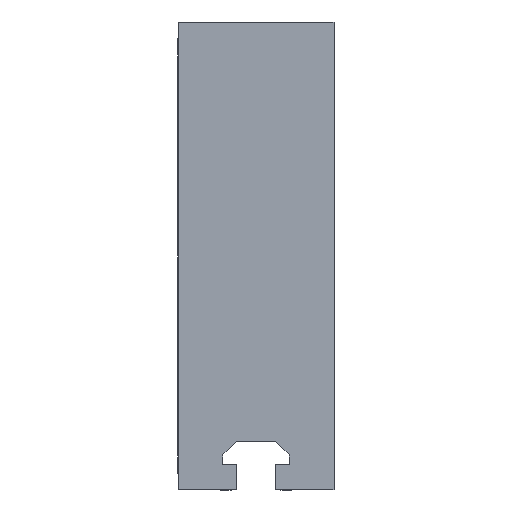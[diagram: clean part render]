
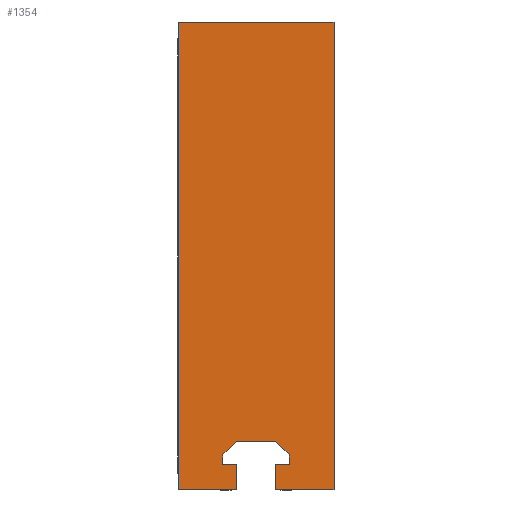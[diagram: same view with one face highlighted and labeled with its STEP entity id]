
A CAD part, left-side view. The second image highlights one B-rep face of the part: STEP entity #1354.
In plain terms, the highlighted planar face has unit normal (-1, 0, 0).
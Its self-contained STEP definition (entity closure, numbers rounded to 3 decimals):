
#936=VERTEX_POINT('',#2463);
#990=EDGE_CURVE('',#1032,#1990,#2522,.T.);
#1032=VERTEX_POINT('',#2565);
#1056=VERTEX_POINT('',#2593);
#1100=VERTEX_POINT('',#2642);
#1102=EDGE_CURVE('',#2000,#1448,#2644,.T.);
#1256=EDGE_CURVE('',#1056,#1032,#2817,.T.);
#1328=EDGE_CURVE('',#1612,#1056,#2894,.T.);
#1334=EDGE_CURVE('',#1772,#1388,#2900,.T.);
#1354=ADVANCED_FACE('',(#2921),#2922,.T.);
#1388=VERTEX_POINT('',#2958);
#1404=EDGE_CURVE('',#1388,#1612,#2975,.T.);
#1440=EDGE_CURVE('',#1802,#1970,#3014,.T.);
#1448=VERTEX_POINT('',#3023);
#1472=EDGE_CURVE('',#1970,#1100,#3048,.T.);
#1512=EDGE_CURVE('',#1100,#1930,#3090,.T.);
#1612=VERTEX_POINT('',#3197);
#1696=EDGE_CURVE('',#2244,#2000,#3289,.T.);
#1772=VERTEX_POINT('',#3370);
#1802=VERTEX_POINT('',#3408);
#1930=VERTEX_POINT('',#3548);
#1970=VERTEX_POINT('',#3594);
#1972=EDGE_CURVE('',#1930,#1772,#3596,.T.);
#1990=VERTEX_POINT('',#3617);
#2000=VERTEX_POINT('',#3628);
#2078=EDGE_CURVE('',#1448,#936,#3717,.T.);
#2218=EDGE_CURVE('',#936,#1802,#3872,.T.);
#2244=VERTEX_POINT('',#3901);
#2262=EDGE_CURVE('',#1990,#2244,#3919,.T.);
#2463=CARTESIAN_POINT('',(-12.5,-20.0,0.0));
#2522=LINE('',#4330,#4331);
#2565=CARTESIAN_POINT('',(-12.5,-5.,12.5));
#2593=CARTESIAN_POINT('',(-12.5,5.,12.5));
#2642=CARTESIAN_POINT('',(-12.5,20.0,0.0));
#2644=LINE('',#4529,#4530);
#2817=LINE('',#4796,#4797);
#2894=LINE('',#4921,#4922);
#2900=LINE('',#4933,#4934);
#2921=FACE_OUTER_BOUND('',#4972,.T.);
#2922=PLANE('',#4973);
#2958=CARTESIAN_POINT('',(-12.5,8.5,6.5));
#2975=LINE('',#5085,#5086);
#3014=LINE('',#5150,#5151);
#3023=CARTESIAN_POINT('',(-12.5,-5.,0.0));
#3048=LINE('',#5214,#5215);
#3090=LINE('',#5295,#5296);
#3197=CARTESIAN_POINT('',(-12.5,8.5,9.));
#3289=LINE('',#5644,#5645);
#3370=CARTESIAN_POINT('',(-12.5,5.,6.5));
#3408=CARTESIAN_POINT('',(-12.5,-20.0,120.0));
#3548=CARTESIAN_POINT('',(-12.5,5.,0.));
#3594=CARTESIAN_POINT('',(-12.5,20.0,120.0));
#3596=LINE('',#6149,#6150);
#3617=CARTESIAN_POINT('',(-12.5,-8.5,9.));
#3628=CARTESIAN_POINT('',(-12.5,-5.,6.5));
#3717=LINE('',#6333,#6334);
#3872=LINE('',#6570,#6571);
#3901=CARTESIAN_POINT('',(-12.5,-8.5,6.5));
#3919=LINE('',#6655,#6656);
#4330=CARTESIAN_POINT('',(-12.5,-5.,12.5));
#4331=VECTOR('',#6914,1000.0);
#4529=CARTESIAN_POINT('',(-12.5,-5.,60.0));
#4530=VECTOR('',#7040,1000.0);
#4796=CARTESIAN_POINT('',(-12.5,5.,12.5));
#4797=VECTOR('',#7205,1000.0);
#4921=CARTESIAN_POINT('',(-12.5,8.5,9.));
#4922=VECTOR('',#7267,1000.0);
#4933=CARTESIAN_POINT('',(-12.5,20.0,6.5));
#4934=VECTOR('',#7270,1000.0);
#4972=EDGE_LOOP('',(#7283,#7284,#7285,#7286,#7287,#7288,#7289,#7290,#7291,#7292,#7293,#7294,#7295,#7296));
#4973=AXIS2_PLACEMENT_3D('',#7297,#7298,#7299);
#5085=CARTESIAN_POINT('',(-12.5,8.5,60.0));
#5086=VECTOR('',#7339,1000.0);
#5150=CARTESIAN_POINT('',(-12.5,20.0,120.0));
#5151=VECTOR('',#7381,1000.0);
#5214=CARTESIAN_POINT('',(-12.5,20.0,60.0));
#5215=VECTOR('',#7411,1000.0);
#5295=CARTESIAN_POINT('',(-12.5,20.0,0.0));
#5296=VECTOR('',#7438,1000.0);
#5644=CARTESIAN_POINT('',(-12.5,20.0,6.5));
#5645=VECTOR('',#7627,1000.0);
#6149=CARTESIAN_POINT('',(-12.5,5.,60.0));
#6150=VECTOR('',#7962,1000.0);
#6333=CARTESIAN_POINT('',(-12.5,20.0,0.0));
#6334=VECTOR('',#8128,1000.0);
#6570=CARTESIAN_POINT('',(-12.5,-20.0,60.0));
#6571=VECTOR('',#8292,1000.0);
#6655=CARTESIAN_POINT('',(-12.5,-8.5,60.0));
#6656=VECTOR('',#8332,1000.0);
#6914=DIRECTION('',(0.0,-0.707,-0.707));
#7040=DIRECTION('',(0.0,0.0,-1.0));
#7205=DIRECTION('',(0.0,-1.0,0.0));
#7267=DIRECTION('',(0.0,-0.707,0.707));
#7270=DIRECTION('',(0.0,1.0,0.0));
#7283=ORIENTED_EDGE('',*,*,#2262,.T.);
#7284=ORIENTED_EDGE('',*,*,#1696,.T.);
#7285=ORIENTED_EDGE('',*,*,#1102,.T.);
#7286=ORIENTED_EDGE('',*,*,#2078,.T.);
#7287=ORIENTED_EDGE('',*,*,#2218,.T.);
#7288=ORIENTED_EDGE('',*,*,#1440,.T.);
#7289=ORIENTED_EDGE('',*,*,#1472,.T.);
#7290=ORIENTED_EDGE('',*,*,#1512,.T.);
#7291=ORIENTED_EDGE('',*,*,#1972,.T.);
#7292=ORIENTED_EDGE('',*,*,#1334,.T.);
#7293=ORIENTED_EDGE('',*,*,#1404,.T.);
#7294=ORIENTED_EDGE('',*,*,#1328,.T.);
#7295=ORIENTED_EDGE('',*,*,#1256,.T.);
#7296=ORIENTED_EDGE('',*,*,#990,.T.);
#7297=CARTESIAN_POINT('',(-12.5,20.0,60.0));
#7298=DIRECTION('',(-1.0,0.0,0.0));
#7299=DIRECTION('',(0.0,0.0,1.0));
#7339=DIRECTION('',(0.0,0.0,1.0));
#7381=DIRECTION('',(0.0,1.0,0.0));
#7411=DIRECTION('',(0.0,0.0,-1.0));
#7438=DIRECTION('',(0.0,-1.0,0.0));
#7627=DIRECTION('',(0.0,1.0,0.0));
#7962=DIRECTION('',(0.0,0.0,1.0));
#8128=DIRECTION('',(0.0,-1.0,0.0));
#8292=DIRECTION('',(0.0,0.0,1.0));
#8332=DIRECTION('',(0.0,0.0,-1.0));
